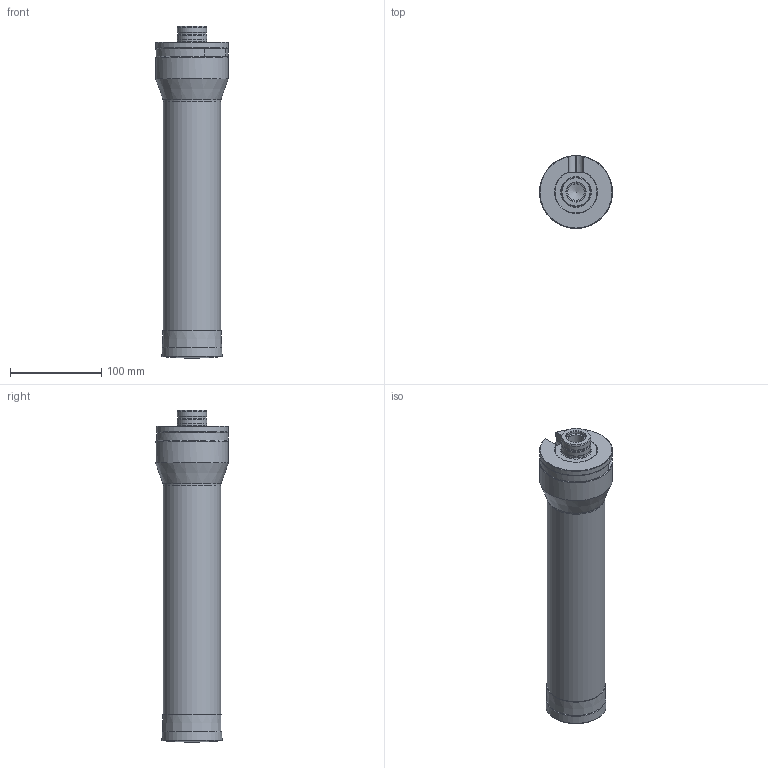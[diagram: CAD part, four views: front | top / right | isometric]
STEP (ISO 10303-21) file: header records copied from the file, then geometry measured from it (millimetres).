
FILE_DESCRIPTION(/* description */ ('3-D model version:1'),/* implementation_level */ '2;1');
FILE_NAME(/* name */ '880-D0660V80-04',/* time_stamp */ '2015-12-11T11:33:30+01:00',/* author */ ('InteractiveCad'),/* organization */ ('AB Sandvik Coromant'),/* preprocessor_version */ 'ST-DEVELOPER v15',/* originating_system */ 'SIEMENS PLM Software NX 8.5',/* authorisation */ '');
FILE_SCHEMA (('AP203_CONFIGURATION_CONTROLLED_3D_DESIGN_OF_MECHANICAL_PARTS_AND_ASSEMBLIES_MIM_LF { 1 0 10303 403 2 1 2}'));
Length unit declared in the file: millimetre
Products named in the file (1): 880_D0660V80_04_SIM
Bounding box: 79.99 x 80 x 364 mm (x, y, z)
Volume: 1210195.8 mm3; surface area: 93754.9 mm2
Topology: 2 solids, 2 shells, 50 faces, 119 edges, 73 vertices
Faces by surface type: cone 17, plane 15, cylinder 14, torus 4
Full cylindrical faces by diameter (mm): 5 x1, 18 x1, 21 x1, 31.7 x1, 31.9 x1, 31.995 x1, 32.295 x1, 63 x1, 80 x1
Entity records: 1396 total; most frequent: CARTESIAN_POINT 304, DIRECTION 210, ORIENTED_EDGE 164, AXIS2_PLACEMENT_3D 94, EDGE_CURVE 82, EDGE_LOOP 79, VERTEX_POINT 66, FACE_BOUND 63
